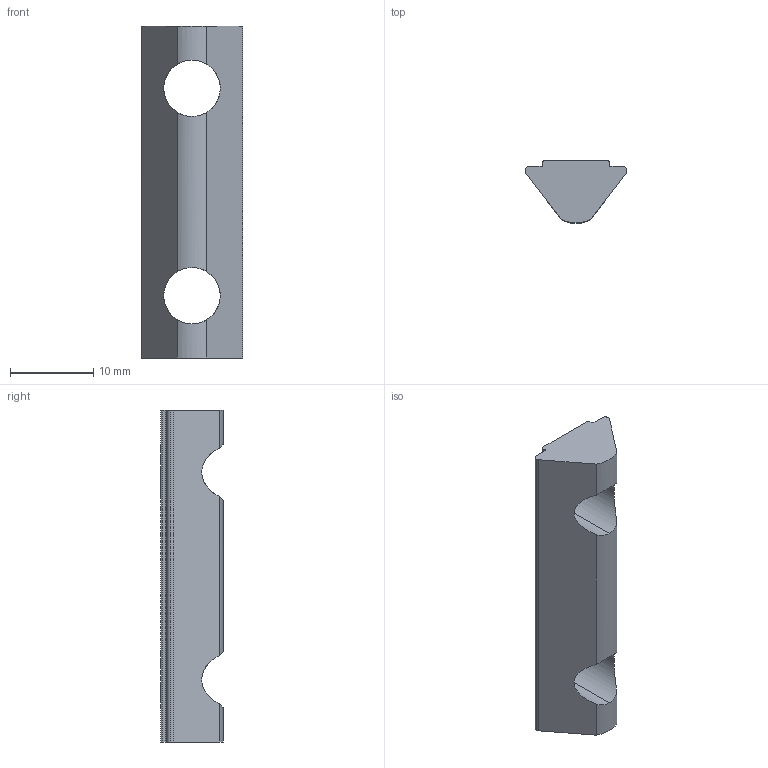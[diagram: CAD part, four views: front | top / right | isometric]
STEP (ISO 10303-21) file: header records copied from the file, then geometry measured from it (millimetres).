
FILE_DESCRIPTION (( 'STEP AP203' ), '1' );
FILE_NAME ('084.302.068.STEP', '2015-02-10T13:49:49', ( '' ), ( '' ), 'SwSTEP 2.0', 'SolidWorks 2012', '' );
FILE_SCHEMA (( 'CONFIG_CONTROL_DESIGN' ));
Length unit declared in the file: millimetre
Products named in the file (1): 084.302.068
Bounding box: 12.27 x 7.5 x 40 mm (x, y, z)
Volume: 1882.9 mm3; surface area: 1510.9 mm2
Topology: 1 solids, 1 shells, 23 faces, 69 edges, 46 vertices
Faces by surface type: cylinder 14, plane 9
Entity records: 892 total; most frequent: CARTESIAN_POINT 191, ORIENTED_EDGE 138, DIRECTION 125, EDGE_CURVE 69, VERTEX_POINT 46, AXIS2_PLACEMENT_3D 44, LINE 37, VECTOR 37
